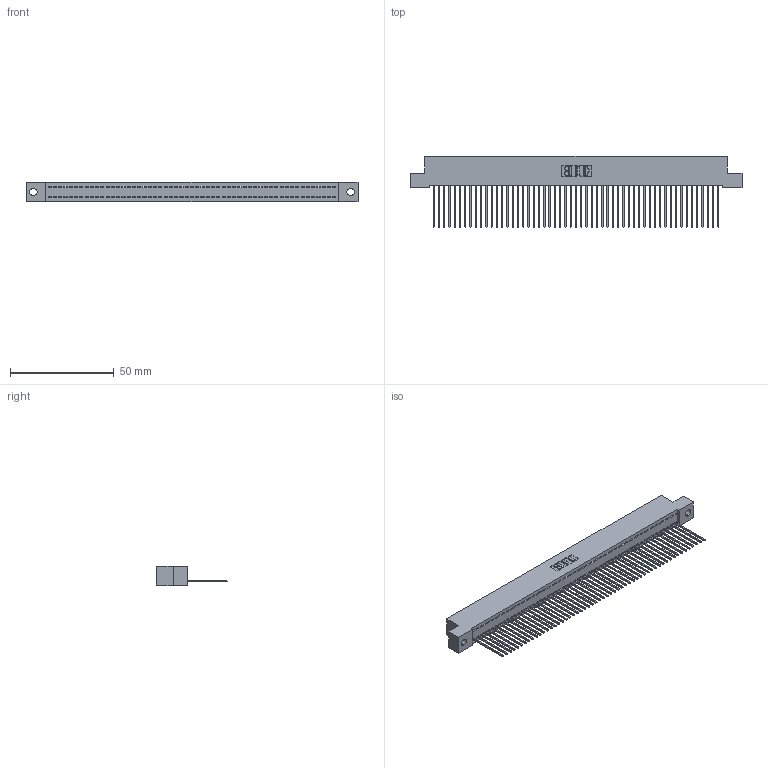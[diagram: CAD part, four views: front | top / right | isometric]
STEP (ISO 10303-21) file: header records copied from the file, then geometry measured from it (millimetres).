
FILE_DESCRIPTION (( 'STEP AP203' ), '1' );
FILE_NAME ('392-055-541-102.STEP', '2018-08-17T11:12:26', ( '' ), ( '' ), 'SwSTEP 2.0', 'SolidWorks 2016', '' );
FILE_SCHEMA (( 'CONFIG_CONTROL_DESIGN' ));
Length unit declared in the file: inch
Products named in the file (3): 342 Part_.128 Slot; 345-292-001_345-293-141; 392-055-541-102
Assembly tree (56 placements, depth 2):
  392-055-541-102
    342 Part_.128 Slot
    345-292-001_345-293-141  x55
Bounding box: 160.02 x 34.3 x 9.4 mm (x, y, z)
Volume: 14207.8 mm3; surface area: 21897.9 mm2
Topology: 56 solids, 56 shells, 3304 faces, 9991 edges, 6586 vertices
Faces by surface type: plane 2380, cylinder 924
Entity records: 31963 total; most frequent: CARTESIAN_POINT 5519, ORIENTED_EDGE 5510, DIRECTION 4629, EDGE_CURVE 2755, VECTOR 2627, LINE 2627, VERTEX_POINT 1834, AXIS2_PLACEMENT_3D 1001
